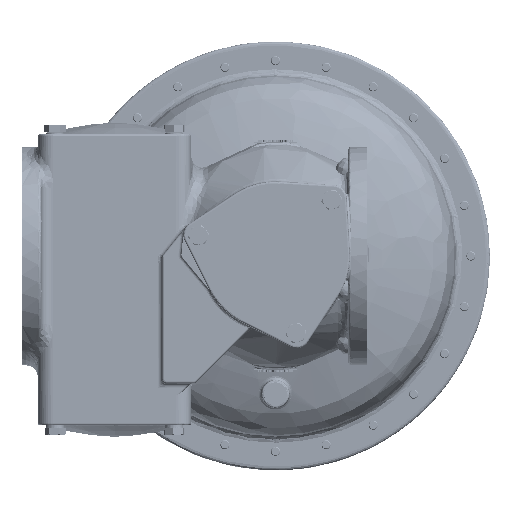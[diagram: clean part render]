
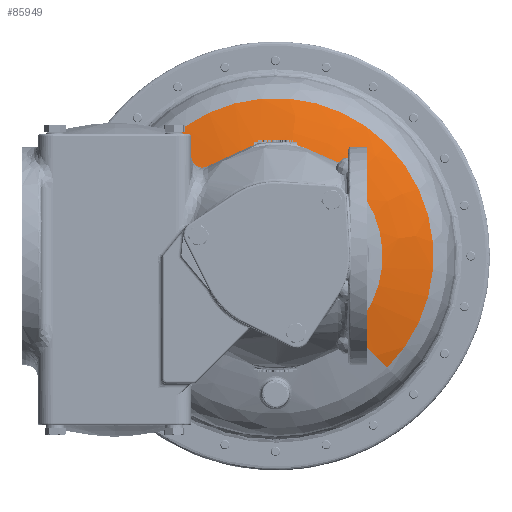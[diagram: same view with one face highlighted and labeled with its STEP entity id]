
A CAD part, front view. The second image highlights one B-rep face of the part: STEP entity #85949.
In plain terms, the highlighted free-form (B-spline) face has degree [3, 3] with [4, 4] control points.
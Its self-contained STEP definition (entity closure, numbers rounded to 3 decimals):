
#1230 = VERTEX_POINT ( 'NONE', #67944 ) ;
#1564 = CARTESIAN_POINT ( 'NONE',  ( 130.741, 251.621, 392.224 ) ) ;
#3687 = DIRECTION ( 'NONE',  ( 0.707, 0., -0.707 ) ) ;
#9362 = DIRECTION ( 'NONE',  ( -0.707, 0., 0.707 ) ) ;
#13282 = EDGE_CURVE ( 'NONE', #1230, #125162, #62225, .T. ) ;
#14578 = CARTESIAN_POINT ( 'NONE',  ( -145.831, 261.846, 145.831 ) ) ;
#14915 = CARTESIAN_POINT ( 'NONE',  ( 98.763, 237.881, -98.763 ) ) ;
#15170 = CARTESIAN_POINT ( 'NONE',  ( 130.741, 251.621, -130.741 ) ) ;
#19308 = DIRECTION ( 'NONE',  ( 0., 1., 0. ) ) ;
#21022 = ORIENTED_EDGE ( 'NONE', *, *, #123000, .F. ) ;
#28729 = CARTESIAN_POINT ( 'NONE',  ( 114.999, 243.605, 344.996 ) ) ;
#38447 = VERTEX_POINT ( 'NONE', #105812 ) ;
#41724 = CARTESIAN_POINT ( 'NONE',  ( 145.831, 261.846, 437.492 ) ) ;
#42308 = CARTESIAN_POINT ( 'NONE',  ( 114.999, 243.605, -114.999 ) ) ;
#48254 = CARTESIAN_POINT ( 'NONE',  ( 0., 237.881, 0. ) ) ;
#48960 = ORIENTED_EDGE ( 'NONE', *, *, #115782, .T. ) ;
#52186 = VERTEX_POINT ( 'NONE', #102591 ) ;
#55889 = CARTESIAN_POINT ( 'NONE',  ( 98.763, 237.881, 296.29 ) ) ;
#58723 = AXIS2_PLACEMENT_3D ( 'NONE', #171221, #90277, #9362 ) ;
#61872 = DIRECTION ( 'NONE',  ( -0.707, 0., 0.707 ) ) ;
#62225 = CIRCLE ( 'NONE', #156898, 139.673 ) ;
#62356 = CIRCLE ( 'NONE', #170223, 206.236 ) ;
#67944 = CARTESIAN_POINT ( 'NONE',  ( 0., 237.881, 139.673 ) ) ;
#68933 = CARTESIAN_POINT ( 'NONE',  ( 437.492, 261.846, 145.831 ) ) ;
#69505 = CARTESIAN_POINT ( 'NONE',  ( 98.763, 237.881, -98.763 ) ) ;
#76973 = CIRCLE ( 'NONE', #58723, 139.673 ) ;
#77671 = DIRECTION ( 'NONE',  ( 0.707, 0., 0.707 ) ) ;
#80882 = CIRCLE ( 'NONE', #150369, 350. ) ;
#81629 = EDGE_CURVE ( 'NONE', #38447, #1230, #76973, .T. ) ;
#82525 = CARTESIAN_POINT ( 'NONE',  ( -130.741, 251.621, 130.741 ) ) ;
#84648 = DIRECTION ( 'NONE',  ( -0.707, 0., -0.707 ) ) ;
#85949 = ADVANCED_FACE ( 'NONE', ( #158557 ), #125904, .T. ) ;
#90261 = AXIS2_PLACEMENT_3D ( 'NONE', #158647, #77671, #172147 ) ;
#90277 = DIRECTION ( 'NONE',  ( 0., 1., 0. ) ) ;
#96131 = CARTESIAN_POINT ( 'NONE',  ( 392.224, 251.621, 130.741 ) ) ;
#100263 = CARTESIAN_POINT ( 'NONE',  ( 0., 261.846, 0. ) ) ;
#102591 = CARTESIAN_POINT ( 'NONE',  ( 145.831, 261.846, -145.831 ) ) ;
#105812 = CARTESIAN_POINT ( 'NONE',  ( -98.763, 237.881, 98.763 ) ) ;
#108414 = ORIENTED_EDGE ( 'NONE', *, *, #81629, .T. ) ;
#109734 = CARTESIAN_POINT ( 'NONE',  ( -114.999, 243.605, 114.999 ) ) ;
#113862 = DIRECTION ( 'NONE',  ( -0.707, 0., 0.707 ) ) ;
#115782 = EDGE_CURVE ( 'NONE', #155318, #38447, #142148, .T. ) ;
#118660 = EDGE_LOOP ( 'NONE', ( #173977, #21022, #48960, #108414, #171443 ) ) ;
#123000 = EDGE_CURVE ( 'NONE', #155318, #52186, #62356, .T. ) ;
#123362 = CARTESIAN_POINT ( 'NONE',  ( 344.996, 243.605, 114.999 ) ) ;
#125162 = VERTEX_POINT ( 'NONE', #14915 ) ;
#125904 =( BOUNDED_SURFACE ( )  B_SPLINE_SURFACE ( 3, 3, ( 
 ( #14578, #41724, #68933, #163495 ),
 ( #82525, #1564, #96131, #15170 ),
 ( #109734, #28729, #123362, #42308 ),
 ( #136904, #55889, #150514, #69505 ) ),
 .UNSPECIFIED., .F., .F., .F. ) 
 B_SPLINE_SURFACE_WITH_KNOTS ( ( 4, 4 ),
 ( 4, 4 ),
 ( 0., 1. ),
 ( 0., 1. ),
 .UNSPECIFIED. ) 
 GEOMETRIC_REPRESENTATION_ITEM ( )  RATIONAL_B_SPLINE_SURFACE ( (
 ( 1., 0.333, 0.333, 1.),
 ( 0.997, 0.332, 0.332, 0.997),
 ( 0.997, 0.332, 0.332, 0.997),
 ( 1., 0.333, 0.333, 1.) ) ) 
 REPRESENTATION_ITEM ( '' )  SURFACE ( )  );
#126200 = CARTESIAN_POINT ( 'NONE',  ( -145.831, 261.846, 145.831 ) ) ;
#126923 = EDGE_CURVE ( 'NONE', #52186, #125162, #80882, .T. ) ;
#136904 = CARTESIAN_POINT ( 'NONE',  ( -98.763, 237.881, 98.763 ) ) ;
#142148 = CIRCLE ( 'NONE', #90261, 350. ) ;
#142880 = DIRECTION ( 'NONE',  ( 0., 1., 0. ) ) ;
#150369 = AXIS2_PLACEMENT_3D ( 'NONE', #165614, #84648, #3687 ) ;
#150514 = CARTESIAN_POINT ( 'NONE',  ( 296.29, 237.881, 98.763 ) ) ;
#155318 = VERTEX_POINT ( 'NONE', #126200 ) ;
#156898 = AXIS2_PLACEMENT_3D ( 'NONE', #48254, #142880, #61872 ) ;
#158557 = FACE_OUTER_BOUND ( 'NONE', #118660, .T. ) ;
#158647 = CARTESIAN_POINT ( 'NONE',  ( -38.891, 577.484, 38.891 ) ) ;
#163495 = CARTESIAN_POINT ( 'NONE',  ( 145.831, 261.846, -145.831 ) ) ;
#165614 = CARTESIAN_POINT ( 'NONE',  ( 38.891, 577.484, -38.891 ) ) ;
#170223 = AXIS2_PLACEMENT_3D ( 'NONE', #100263, #19308, #113862 ) ;
#171221 = CARTESIAN_POINT ( 'NONE',  ( 0., 237.881, 0. ) ) ;
#171443 = ORIENTED_EDGE ( 'NONE', *, *, #13282, .T. ) ;
#172147 = DIRECTION ( 'NONE',  ( -0.707, 0., 0.707 ) ) ;
#173977 = ORIENTED_EDGE ( 'NONE', *, *, #126923, .F. ) ;
